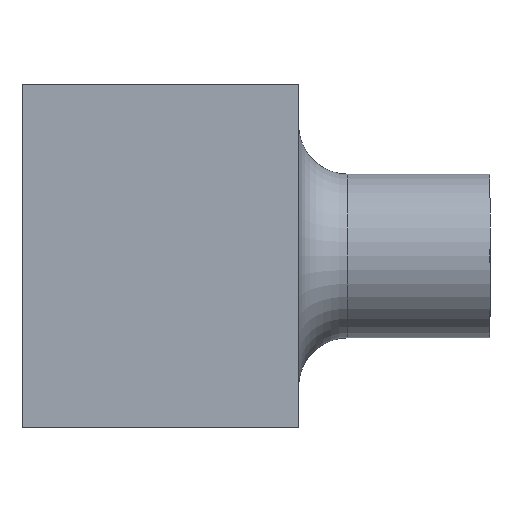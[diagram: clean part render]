
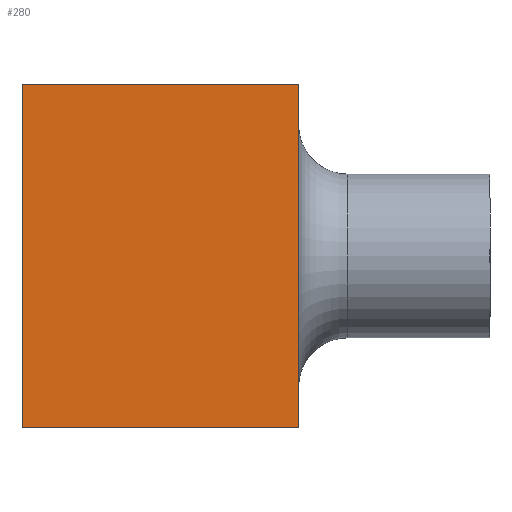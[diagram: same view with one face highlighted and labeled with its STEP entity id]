
A CAD part, left-side view. The second image highlights one B-rep face of the part: STEP entity #280.
In plain terms, the highlighted planar face has unit normal (-1, 0, 0).
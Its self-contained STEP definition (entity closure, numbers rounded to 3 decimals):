
#29=PLANE('',#327);
#35=LINE('',#426,#62);
#55=LINE('',#475,#82);
#56=LINE('',#477,#83);
#57=LINE('',#478,#84);
#62=VECTOR('',#351,10.);
#82=VECTOR('',#395,10.);
#83=VECTOR('',#398,10.);
#84=VECTOR('',#399,10.);
#101=FACE_OUTER_BOUND('',#121,.T.);
#121=EDGE_LOOP('',(#244,#245,#246,#247));
#140=VERTEX_POINT('',#422);
#142=VERTEX_POINT('',#425);
#157=VERTEX_POINT('',#469);
#159=VERTEX_POINT('',#473);
#167=EDGE_CURVE('',#140,#142,#35,.T.);
#191=EDGE_CURVE('',#157,#159,#55,.T.);
#192=EDGE_CURVE('',#157,#140,#56,.T.);
#193=EDGE_CURVE('',#142,#159,#57,.T.);
#244=ORIENTED_EDGE('',*,*,#192,.F.);
#245=ORIENTED_EDGE('',*,*,#191,.T.);
#246=ORIENTED_EDGE('',*,*,#193,.F.);
#247=ORIENTED_EDGE('',*,*,#167,.F.);
#280=ADVANCED_FACE('',(#101),#29,.T.);
#327=AXIS2_PLACEMENT_3D('',#476,#396,#397);
#351=DIRECTION('',(0.,0.,-1.));
#395=DIRECTION('',(0.,0.,-1.));
#396=DIRECTION('center_axis',(-1.,0.,0.));
#397=DIRECTION('ref_axis',(0.,1.,0.));
#398=DIRECTION('',(0.,-1.,0.));
#399=DIRECTION('',(0.,1.,0.));
#422=CARTESIAN_POINT('',(-2.1,-2.1,0.));
#425=CARTESIAN_POINT('',(-2.1,-2.1,-21.));
#426=CARTESIAN_POINT('',(-2.1,-2.1,0.));
#469=CARTESIAN_POINT('',(-2.1,14.8,0.));
#473=CARTESIAN_POINT('',(-2.1,14.8,-21.));
#475=CARTESIAN_POINT('',(-2.1,14.8,0.));
#476=CARTESIAN_POINT('Origin',(-2.1,-2.1,0.));
#477=CARTESIAN_POINT('',(-2.1,14.8,0.));
#478=CARTESIAN_POINT('',(-2.1,14.8,-21.));
